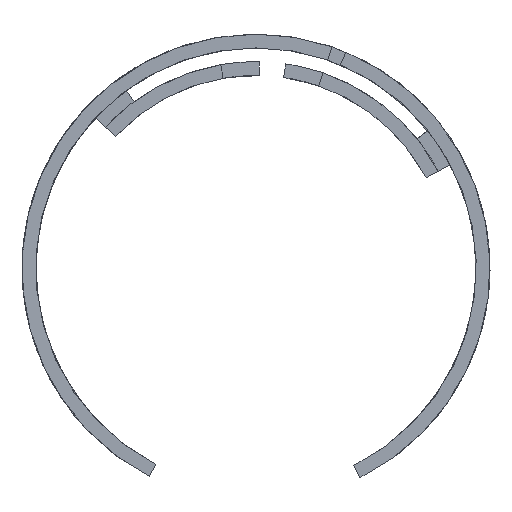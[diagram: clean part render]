
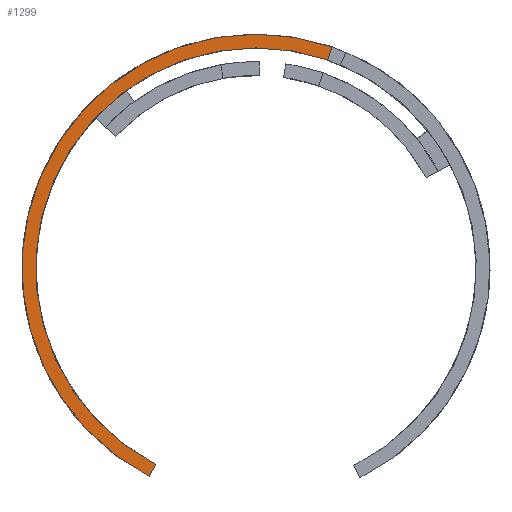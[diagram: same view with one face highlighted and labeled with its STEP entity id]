
A CAD part, front view. The second image highlights one B-rep face of the part: STEP entity #1299.
In plain terms, the highlighted planar face has unit normal (0, -1, 0).
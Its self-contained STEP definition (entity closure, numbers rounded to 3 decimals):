
#38=PLANE('',#1418);
#101=FACE_OUTER_BOUND('',#169,.T.);
#169=EDGE_LOOP('',(#1017,#1018,#1019,#1020));
#219=CIRCLE('',#1364,16.);
#250=CIRCLE('',#1419,17.);
#341=LINE('',#2094,#473);
#342=LINE('',#2098,#474);
#473=VECTOR('',#1677,1.);
#474=VECTOR('',#1682,1.);
#556=VERTEX_POINT('',#1920);
#557=VERTEX_POINT('',#1922);
#619=VERTEX_POINT('',#2092);
#620=VERTEX_POINT('',#2096);
#688=EDGE_CURVE('',#556,#557,#219,.T.);
#774=EDGE_CURVE('',#556,#619,#341,.T.);
#775=EDGE_CURVE('',#620,#619,#250,.T.);
#776=EDGE_CURVE('',#557,#620,#342,.T.);
#1017=ORIENTED_EDGE('',*,*,#688,.F.);
#1018=ORIENTED_EDGE('',*,*,#774,.T.);
#1019=ORIENTED_EDGE('',*,*,#775,.F.);
#1020=ORIENTED_EDGE('',*,*,#776,.F.);
#1299=ADVANCED_FACE('',(#101),#38,.T.);
#1364=AXIS2_PLACEMENT_3D('',#1923,#1514,#1515);
#1418=AXIS2_PLACEMENT_3D('',#2095,#1678,#1679);
#1419=AXIS2_PLACEMENT_3D('',#2097,#1680,#1681);
#1514=DIRECTION('center_axis',(0.,-1.,0.));
#1515=DIRECTION('ref_axis',(0.325,0.,0.946));
#1677=DIRECTION('',(0.325,0.,0.946));
#1678=DIRECTION('center_axis',(0.,-1.,0.));
#1679=DIRECTION('ref_axis',(0.006,0.,1.));
#1680=DIRECTION('center_axis',(0.,1.,0.));
#1681=DIRECTION('ref_axis',(-0.456,0.,-0.89));
#1682=DIRECTION('',(-0.456,0.,-0.89));
#1920=CARTESIAN_POINT('',(5.207,27.,15.129));
#1922=CARTESIAN_POINT('',(-7.29,27.,-14.243));
#1923=CARTESIAN_POINT('Origin',(0.,27.,0.));
#2092=CARTESIAN_POINT('',(5.533,27.,16.074));
#2094=CARTESIAN_POINT('',(5.207,27.,15.129));
#2095=CARTESIAN_POINT('Origin',(5.207,27.,15.129));
#2096=CARTESIAN_POINT('',(-7.746,27.,-15.133));
#2097=CARTESIAN_POINT('Origin',(0.,27.,0.));
#2098=CARTESIAN_POINT('',(-7.29,27.,-14.243));
